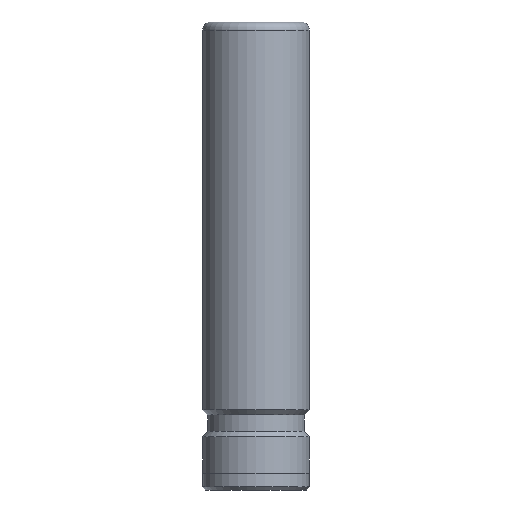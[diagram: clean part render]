
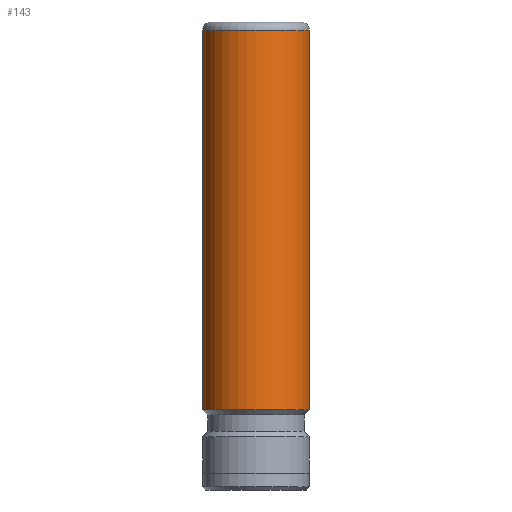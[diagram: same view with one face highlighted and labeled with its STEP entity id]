
A CAD part, front view. The second image highlights one B-rep face of the part: STEP entity #143.
In plain terms, the highlighted cylindrical face has radius 16 mm (diameter 32 mm), a partial arc.
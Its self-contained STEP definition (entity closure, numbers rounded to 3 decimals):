
#5 = DIRECTION ( 'NONE',  ( 0., 0., -1. ) ) ;
#51 = EDGE_CURVE ( 'NONE', #227, #599, #139, .T. ) ;
#58 = EDGE_CURVE ( 'NONE', #599, #555, #561, .T. ) ;
#71 = AXIS2_PLACEMENT_3D ( 'NONE', #244, #5, #706 ) ;
#92 = CYLINDRICAL_SURFACE ( 'NONE', #71, 16. ) ;
#116 = DIRECTION ( 'NONE',  ( 0., 0., -1. ) ) ;
#139 = CIRCLE ( 'NONE', #201, 16. ) ;
#143 = ADVANCED_FACE ( 'NONE', ( #525 ), #92, .T. ) ;
#201 = AXIS2_PLACEMENT_3D ( 'NONE', #521, #514, #294 ) ;
#212 = EDGE_CURVE ( 'NONE', #227, #649, #450, .T. ) ;
#218 = ORIENTED_EDGE ( 'NONE', *, *, #478, .F. ) ;
#221 = CARTESIAN_POINT ( 'NONE',  ( -16., 0., 140. ) ) ;
#227 = VERTEX_POINT ( 'NONE', #469 ) ;
#238 = CIRCLE ( 'NONE', #377, 16. ) ;
#244 = CARTESIAN_POINT ( 'NONE',  ( 0., 0., 140. ) ) ;
#247 = DIRECTION ( 'NONE',  ( -1., 0., 0. ) ) ;
#294 = DIRECTION ( 'NONE',  ( 1., 0., 0. ) ) ;
#329 = ORIENTED_EDGE ( 'NONE', *, *, #51, .T. ) ;
#339 = ORIENTED_EDGE ( 'NONE', *, *, #212, .F. ) ;
#377 = AXIS2_PLACEMENT_3D ( 'NONE', #475, #598, #247 ) ;
#450 = LINE ( 'NONE', #703, #490 ) ;
#469 = CARTESIAN_POINT ( 'NONE',  ( 16., 0., 137.5 ) ) ;
#475 = CARTESIAN_POINT ( 'NONE',  ( 0., 0., 24. ) ) ;
#478 = EDGE_CURVE ( 'NONE', #649, #555, #238, .T. ) ;
#490 = VECTOR ( 'NONE', #116, 1000. ) ;
#498 = CARTESIAN_POINT ( 'NONE',  ( -16., 0., 137.5 ) ) ;
#514 = DIRECTION ( 'NONE',  ( 0., 0., -1. ) ) ;
#515 = EDGE_LOOP ( 'NONE', ( #339, #329, #586, #218 ) ) ;
#521 = CARTESIAN_POINT ( 'NONE',  ( 0., 0., 137.5 ) ) ;
#525 = FACE_OUTER_BOUND ( 'NONE', #515, .T. ) ;
#555 = VERTEX_POINT ( 'NONE', #675 ) ;
#561 = LINE ( 'NONE', #221, #597 ) ;
#586 = ORIENTED_EDGE ( 'NONE', *, *, #58, .T. ) ;
#597 = VECTOR ( 'NONE', #641, 1000. ) ;
#598 = DIRECTION ( 'NONE',  ( 0., 0., -1. ) ) ;
#599 = VERTEX_POINT ( 'NONE', #498 ) ;
#641 = DIRECTION ( 'NONE',  ( 0., 0., -1. ) ) ;
#649 = VERTEX_POINT ( 'NONE', #736 ) ;
#675 = CARTESIAN_POINT ( 'NONE',  ( -16., 0., 24. ) ) ;
#703 = CARTESIAN_POINT ( 'NONE',  ( 16., 0., 140. ) ) ;
#706 = DIRECTION ( 'NONE',  ( -1., 0., 0. ) ) ;
#736 = CARTESIAN_POINT ( 'NONE',  ( 16., 0., 24. ) ) ;
